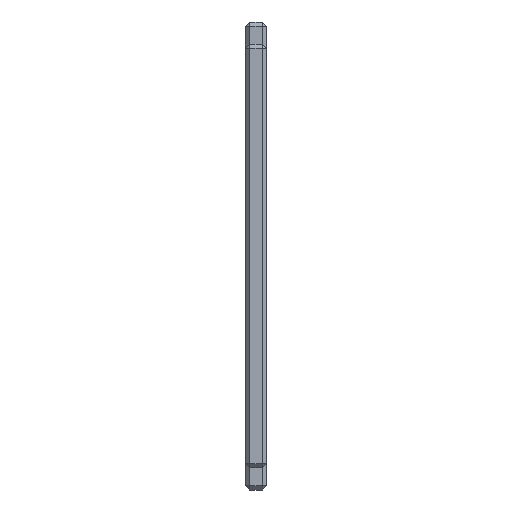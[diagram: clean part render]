
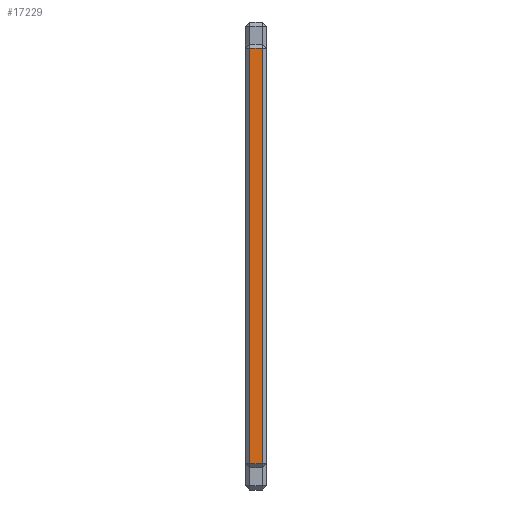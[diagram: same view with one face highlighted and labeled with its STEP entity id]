
A CAD part, front view. The second image highlights one B-rep face of the part: STEP entity #17229.
In plain terms, the highlighted planar face has unit normal (0, -1, 0).
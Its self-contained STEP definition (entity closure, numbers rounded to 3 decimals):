
#3849=DIRECTION('',(1.,0.,0.));
#3850=VECTOR('',#3849,3.);
#3851=CARTESIAN_POINT('',(274.,-297.5,-8.));
#3852=LINE('',#3851,#3850);
#3877=DIRECTION('',(0.,0.,1.));
#3878=VECTOR('',#3877,102.);
#3879=CARTESIAN_POINT('',(274.,-297.5,-110.));
#3880=LINE('',#3879,#3878);
#3933=DIRECTION('',(-1.,0.,0.));
#3934=VECTOR('',#3933,3.);
#3935=CARTESIAN_POINT('',(277.,-297.5,-110.));
#3936=LINE('',#3935,#3934);
#3961=DIRECTION('',(0.,0.,-1.));
#3962=VECTOR('',#3961,102.);
#3963=CARTESIAN_POINT('',(277.,-297.5,-8.));
#3964=LINE('',#3963,#3962);
#13514=CARTESIAN_POINT('',(274.,-297.5,-110.));
#13515=CARTESIAN_POINT('',(274.,-297.5,-8.));
#13516=VERTEX_POINT('',#13514);
#13517=VERTEX_POINT('',#13515);
#13518=CARTESIAN_POINT('',(277.,-297.5,-110.));
#13519=VERTEX_POINT('',#13518);
#13520=CARTESIAN_POINT('',(277.,-297.5,-8.));
#13521=VERTEX_POINT('',#13520);
#17218=CARTESIAN_POINT('',(0.,-297.5,-1.));
#17219=DIRECTION('',(0.,-1.,0.));
#17220=DIRECTION('',(0.,0.,-1.));
#17221=AXIS2_PLACEMENT_3D('',#17218,#17219,#17220);
#17222=PLANE('',#17221);
#17223=ORIENTED_EDGE('',*,*,#17082,.T.);
#17224=ORIENTED_EDGE('',*,*,#17041,.T.);
#17225=ORIENTED_EDGE('',*,*,#17204,.T.);
#17226=ORIENTED_EDGE('',*,*,#17166,.T.);
#17227=EDGE_LOOP('',(#17223,#17224,#17225,#17226));
#17228=FACE_OUTER_BOUND('',#17227,.F.);
#17041=EDGE_CURVE('',#13517,#13521,#3852,.T.);
#17082=EDGE_CURVE('',#13516,#13517,#3880,.T.);
#17166=EDGE_CURVE('',#13519,#13516,#3936,.T.);
#17204=EDGE_CURVE('',#13521,#13519,#3964,.T.);
#17229=ADVANCED_FACE('',(#17228),#17222,.T.);
